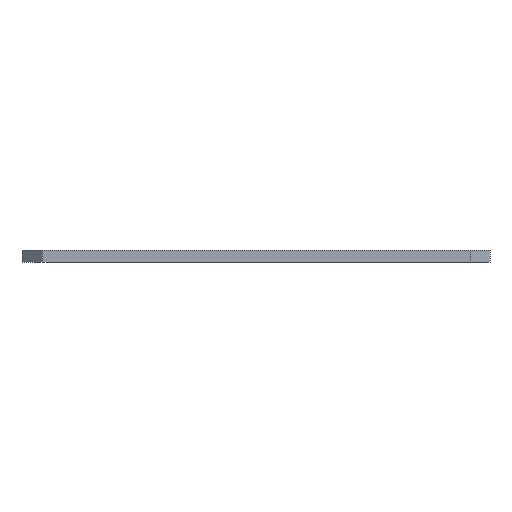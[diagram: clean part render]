
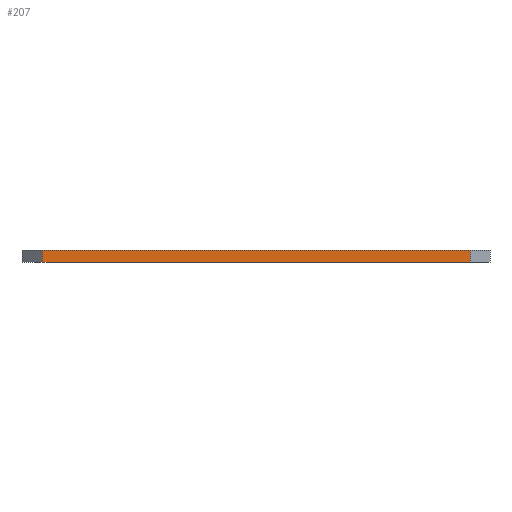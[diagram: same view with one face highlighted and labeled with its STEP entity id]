
A CAD part, front view. The second image highlights one B-rep face of the part: STEP entity #207.
In plain terms, the highlighted planar face has unit normal (0, -1, 0).
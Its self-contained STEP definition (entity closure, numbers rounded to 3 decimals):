
#207=ADVANCED_FACE('',(#1825),#1827,.T.);
#1825=FACE_BOUND('',#1826,.T.);
#1826=EDGE_LOOP('',(#5236,#5237,#5238,#5239));
#1827=PLANE('',#1828);
#1828=AXIS2_PLACEMENT_3D('',#1829,#1830,#1831);
#1829=CARTESIAN_POINT('',(-58.5,-67.5,0.));
#1830=DIRECTION('',(0.,-1.,0.));
#1831=DIRECTION('',(1.,0.,0.));
#5236=ORIENTED_EDGE('',*,*,#7490,.T.);
#5237=ORIENTED_EDGE('',*,*,#6625,.F.);
#5238=ORIENTED_EDGE('',*,*,#7491,.F.);
#5239=ORIENTED_EDGE('',*,*,#6977,.T.);
#6625=EDGE_CURVE('',#8217,#8219,#8220,.T.);
#6977=EDGE_CURVE('',#8847,#8845,#8848,.T.);
#7490=EDGE_CURVE('',#8845,#8219,#9634,.T.);
#7491=EDGE_CURVE('',#8847,#8217,#9635,.T.);
#8217=VERTEX_POINT('',#10977);
#8219=VERTEX_POINT('',#10981);
#8220=LINE('',#10982,#10983);
#8845=VERTEX_POINT('',#12315);
#8847=VERTEX_POINT('',#12319);
#8848=LINE('',#12320,#12321);
#9634=LINE('',#14138,#14139);
#9635=LINE('',#14141,#14142);
#10977=CARTESIAN_POINT('',(-53.5,-67.5,3.));
#10981=CARTESIAN_POINT('',(53.5,-67.5,3.));
#10982=CARTESIAN_POINT('',(-53.5,-67.5,3.));
#10983=VECTOR('',#10984,1.);
#10984=DIRECTION('',(1.,0.,0.));
#12315=CARTESIAN_POINT('',(53.5,-67.5,0.));
#12319=CARTESIAN_POINT('',(-53.5,-67.5,0.));
#12320=CARTESIAN_POINT('',(-53.5,-67.5,0.));
#12321=VECTOR('',#12322,1.);
#12322=DIRECTION('',(1.,0.,0.));
#14138=CARTESIAN_POINT('',(53.5,-67.5,0.));
#14139=VECTOR('',#14140,1.);
#14140=DIRECTION('',(0.,0.,1.));
#14141=CARTESIAN_POINT('',(-53.5,-67.5,0.));
#14142=VECTOR('',#14143,1.);
#14143=DIRECTION('',(0.,0.,1.));
